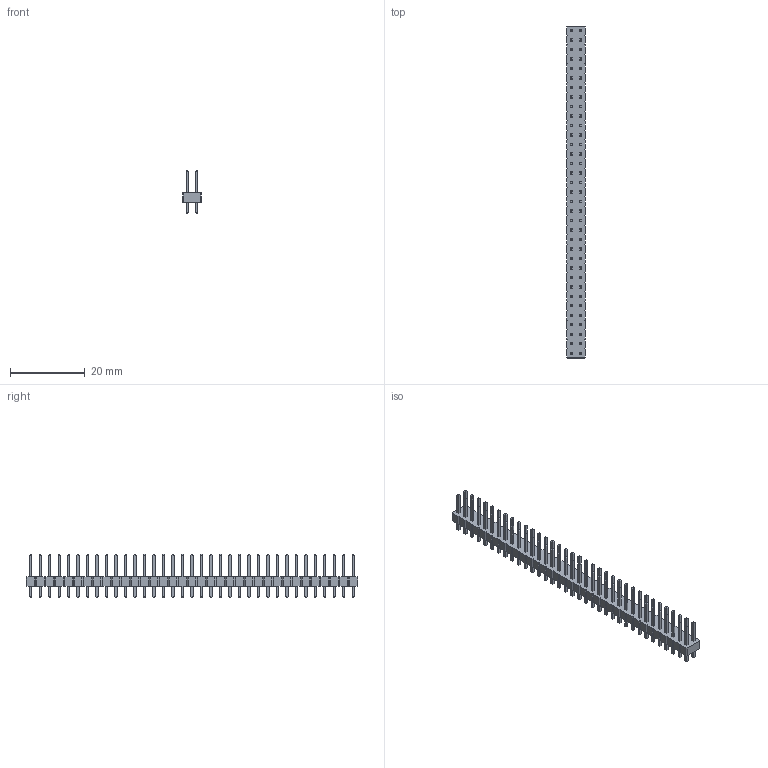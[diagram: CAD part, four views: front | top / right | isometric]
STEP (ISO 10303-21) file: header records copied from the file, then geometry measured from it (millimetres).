
FILE_DESCRIPTION(/* description */ ('model of PinHeader_2x35_P2.54mm_Vertical'),/* implementation_level */ '2;1');
FILE_NAME(/* name */ 'PinHeader_2x35_P2.54mm_Vertical.step',/* time_stamp */ '2018-01-24T12:34:26',/* author */ ('kicad StepUp','ksu'),/* organization */ ('FreeCAD'),/* preprocessor_version */ 'OCC',/* originating_system */ 'kicad StepUp',/* authorisation */ '');
FILE_SCHEMA(('AUTOMOTIVE_DESIGN { 1 0 10303 214 1 1 1 1 }'));
Length unit declared in the file: millimetre
Products named in the file (2): PinHeader_2x35_P254mm_Vertical; Shape0_630586498866
Bounding box: 5.08 x 88.9 x 11.54 mm (x, y, z)
Volume: 1462.7 mm3; surface area: 3492.2 mm2
Topology: 71 solids, 71 shells, 1194 faces, 2596 edges, 1544 vertices
Faces by surface type: plane 1194
Entity records: 20309 total; most frequent: ORIENTED_EDGE 4000, CARTESIAN_POINT 3297, EDGE_CURVE 2596, LINE 2596, VERTEX_POINT 1544, AXIS2_PLACEMENT_3D 1195, ADVANCED_FACE 1194, FACE_BOUND 1194
